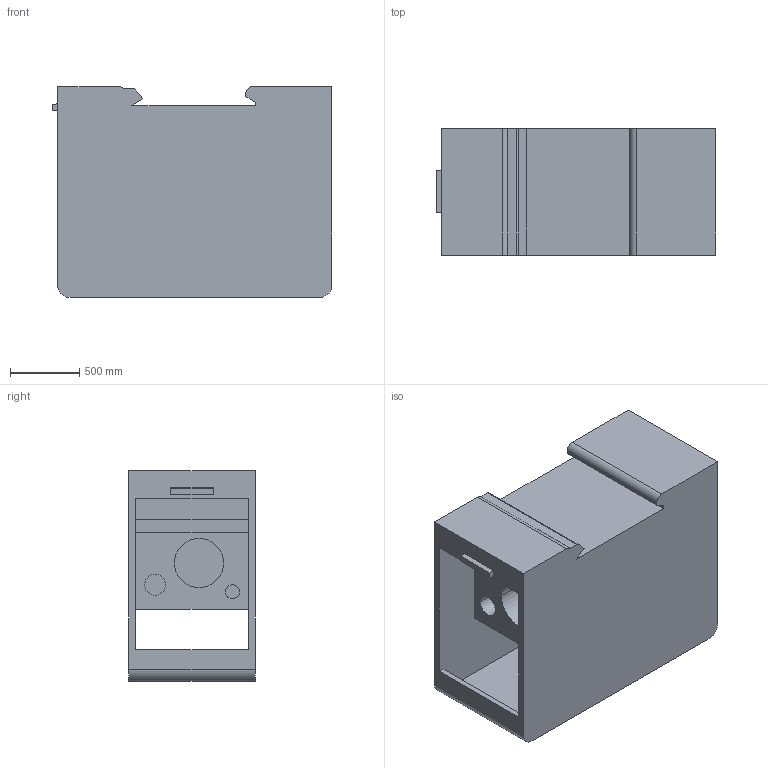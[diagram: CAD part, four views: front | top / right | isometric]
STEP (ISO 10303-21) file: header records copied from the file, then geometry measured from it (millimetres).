
FILE_DESCRIPTION((''),'2;1');
FILE_NAME('UJFX1-70_4_16','2021-10-13T',('ASUS'),(''),'PRO/ENGINEER BY PARAMETRIC TECHNOLOGY CORPORATION, 2013230','PRO/ENGINEER BY PARAMETRIC TECHNOLOGY CORPORATION, 2013230','');
FILE_SCHEMA(('CONFIG_CONTROL_DESIGN'));
Length unit declared in the file: inch
Products named in the file (1): UJFX1-70_4_16
Bounding box: 2022.11 x 914.4 x 1524 mm (x, y, z)
Volume: 1231609951 mm3; surface area: 20959849.8 mm2
Topology: 1 solids, 1 shells, 69 faces, 183 edges, 122 vertices
Faces by surface type: plane 50, cylinder 19
Entity records: 2179 total; most frequent: CARTESIAN_POINT 374, ORIENTED_EDGE 366, DIRECTION 359, EDGE_CURVE 183, VECTOR 145, LINE 145, VERTEX_POINT 122, AXIS2_PLACEMENT_3D 107
